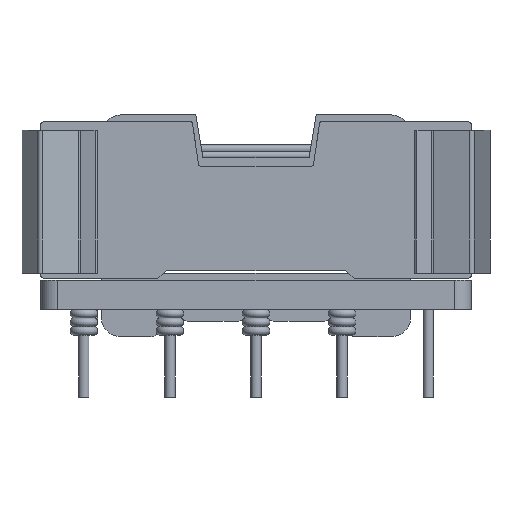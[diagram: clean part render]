
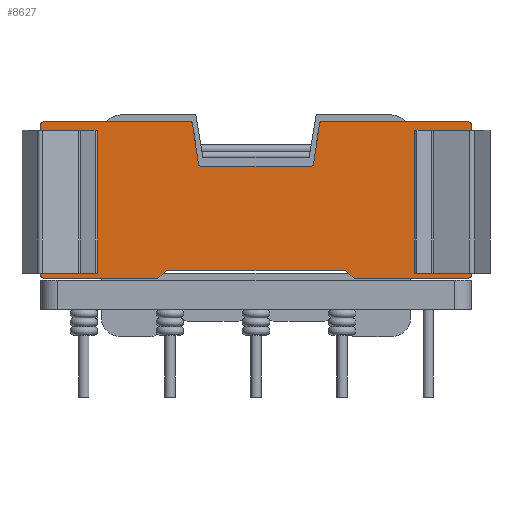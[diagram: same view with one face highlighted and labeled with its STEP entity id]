
A CAD part, front view. The second image highlights one B-rep face of the part: STEP entity #8627.
In plain terms, the highlighted planar face has unit normal (0, -1, 0).
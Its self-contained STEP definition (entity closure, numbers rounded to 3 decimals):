
#930=CIRCLE($,#9550,0.2);
#931=CIRCLE($,#9553,0.2);
#932=CIRCLE($,#9556,0.2);
#933=CIRCLE($,#9558,0.2);
#934=CIRCLE($,#9561,0.2);
#935=CIRCLE($,#9565,0.2);
#936=CIRCLE($,#9569,0.2);
#937=CIRCLE($,#9571,0.2);
#938=CIRCLE($,#9573,0.2);
#939=CIRCLE($,#9575,0.2);
#1378=ELLIPSE($,#9563,0.203,0.2);
#1379=ELLIPSE($,#9567,0.203,0.2);
#1527=FACE_OUTER_BOUND($,#2169,.T.);
#2169=EDGE_LOOP($,(#6854,#6855,#6856,#6857,#6858,#6859,#6860,#6861,#6862,
#6863,#6864,#6865,#6866,#6867,#6868,#6869,#6870,#6871,#6872,#6873,#6874,
#6875,#6876,#6877));
#3182=LINE($,#14037,#3740);
#3186=LINE($,#14046,#3744);
#3190=LINE($,#14055,#3748);
#3196=LINE($,#14068,#3754);
#3198=LINE($,#14073,#3756);
#3203=LINE($,#14086,#3761);
#3209=LINE($,#14099,#3767);
#3213=LINE($,#14108,#3771);
#3216=LINE($,#14117,#3774);
#3220=LINE($,#14126,#3778);
#3224=LINE($,#14135,#3782);
#3259=LINE($,#14219,#3817);
#3740=VECTOR($,#11093,0.519);
#3744=VECTOR($,#11099,0.519);
#3748=VECTOR($,#11105,6.523);
#3754=VECTOR($,#11113,8.7);
#3756=VECTOR($,#11117,8.534);
#3761=VECTOR($,#11126,2.313);
#3767=VECTOR($,#11134,6.302);
#3771=VECTOR($,#11140,2.313);
#3774=VECTOR($,#11147,8.534);
#3778=VECTOR($,#11153,8.7);
#3782=VECTOR($,#11159,6.523);
#3817=VECTOR($,#11232,10.247);
#4290=VERTEX_POINT($,#14034);
#4291=VERTEX_POINT($,#14036);
#4294=VERTEX_POINT($,#14043);
#4295=VERTEX_POINT($,#14045);
#4298=VERTEX_POINT($,#14052);
#4299=VERTEX_POINT($,#14054);
#4304=VERTEX_POINT($,#14065);
#4305=VERTEX_POINT($,#14067);
#4306=VERTEX_POINT($,#14071);
#4307=VERTEX_POINT($,#14072);
#4312=VERTEX_POINT($,#14084);
#4313=VERTEX_POINT($,#14085);
#4318=VERTEX_POINT($,#14096);
#4319=VERTEX_POINT($,#14098);
#4322=VERTEX_POINT($,#14105);
#4323=VERTEX_POINT($,#14107);
#4326=VERTEX_POINT($,#14114);
#4327=VERTEX_POINT($,#14116);
#4330=VERTEX_POINT($,#14124);
#4331=VERTEX_POINT($,#14125);
#4334=VERTEX_POINT($,#14133);
#4335=VERTEX_POINT($,#14134);
#4364=VERTEX_POINT($,#14216);
#4365=VERTEX_POINT($,#14218);
#5228=EDGE_CURVE($,#4291,#4290,#3182,.T.);
#5232=EDGE_CURVE($,#4294,#4295,#3186,.T.);
#5236=EDGE_CURVE($,#4299,#4298,#3190,.T.);
#5242=EDGE_CURVE($,#4304,#4305,#3196,.T.);
#5244=EDGE_CURVE($,#4306,#4307,#3198,.T.);
#5250=EDGE_CURVE($,#4312,#4313,#3203,.T.);
#5256=EDGE_CURVE($,#4318,#4319,#3209,.T.);
#5260=EDGE_CURVE($,#4323,#4322,#3213,.T.);
#5264=EDGE_CURVE($,#4326,#4327,#3216,.T.);
#5268=EDGE_CURVE($,#4330,#4331,#3220,.T.);
#5272=EDGE_CURVE($,#4334,#4335,#3224,.T.);
#5317=EDGE_CURVE($,#4365,#4364,#3259,.T.);
#5340=EDGE_CURVE($,#4306,#4305,#930,.T.);
#5341=EDGE_CURVE($,#4304,#4299,#931,.T.);
#5342=EDGE_CURVE($,#4335,#4330,#932,.T.);
#5343=EDGE_CURVE($,#4331,#4327,#933,.T.);
#5344=EDGE_CURVE($,#4318,#4313,#934,.T.);
#5345=EDGE_CURVE($,#4312,#4307,#1378,.T.);
#5346=EDGE_CURVE($,#4322,#4319,#935,.T.);
#5347=EDGE_CURVE($,#4326,#4323,#1379,.T.);
#5348=EDGE_CURVE($,#4294,#4365,#936,.T.);
#5349=EDGE_CURVE($,#4298,#4295,#937,.T.);
#5350=EDGE_CURVE($,#4290,#4334,#938,.T.);
#5351=EDGE_CURVE($,#4364,#4291,#939,.T.);
#6854=ORIENTED_EDGE($,*,*,#5228,.T.);
#6855=ORIENTED_EDGE($,*,*,#5350,.T.);
#6856=ORIENTED_EDGE($,*,*,#5272,.T.);
#6857=ORIENTED_EDGE($,*,*,#5342,.T.);
#6858=ORIENTED_EDGE($,*,*,#5268,.T.);
#6859=ORIENTED_EDGE($,*,*,#5343,.T.);
#6860=ORIENTED_EDGE($,*,*,#5264,.F.);
#6861=ORIENTED_EDGE($,*,*,#5347,.T.);
#6862=ORIENTED_EDGE($,*,*,#5260,.T.);
#6863=ORIENTED_EDGE($,*,*,#5346,.T.);
#6864=ORIENTED_EDGE($,*,*,#5256,.F.);
#6865=ORIENTED_EDGE($,*,*,#5344,.T.);
#6866=ORIENTED_EDGE($,*,*,#5250,.F.);
#6867=ORIENTED_EDGE($,*,*,#5345,.T.);
#6868=ORIENTED_EDGE($,*,*,#5244,.F.);
#6869=ORIENTED_EDGE($,*,*,#5340,.T.);
#6870=ORIENTED_EDGE($,*,*,#5242,.F.);
#6871=ORIENTED_EDGE($,*,*,#5341,.T.);
#6872=ORIENTED_EDGE($,*,*,#5236,.T.);
#6873=ORIENTED_EDGE($,*,*,#5349,.T.);
#6874=ORIENTED_EDGE($,*,*,#5232,.F.);
#6875=ORIENTED_EDGE($,*,*,#5348,.T.);
#6876=ORIENTED_EDGE($,*,*,#5317,.T.);
#6877=ORIENTED_EDGE($,*,*,#5351,.T.);
#8337=PLANE($,#9576);
#8627=ADVANCED_FACE($,(#1527),#8337,.F.);
#9550=AXIS2_PLACEMENT_3D($,#14257,#11283,#11284);
#9553=AXIS2_PLACEMENT_3D($,#14260,#11289,#11290);
#9556=AXIS2_PLACEMENT_3D($,#14263,#11295,#11296);
#9558=AXIS2_PLACEMENT_3D($,#14265,#11299,#11300);
#9561=AXIS2_PLACEMENT_3D($,#14268,#11305,#11306);
#9563=AXIS2_PLACEMENT_3D($,#14270,#11309,#11310);
#9565=AXIS2_PLACEMENT_3D($,#14272,#11313,#11314);
#9567=AXIS2_PLACEMENT_3D($,#14274,#11317,#11318);
#9569=AXIS2_PLACEMENT_3D($,#14276,#11321,#11322);
#9571=AXIS2_PLACEMENT_3D($,#14278,#11325,#11326);
#9573=AXIS2_PLACEMENT_3D($,#14280,#11329,#11330);
#9575=AXIS2_PLACEMENT_3D($,#14282,#11333,#11334);
#9576=AXIS2_PLACEMENT_3D($,#14283,#11335,#11336);
#11093=DIRECTION($,(0.743,0.,-0.669));
#11099=DIRECTION($,(-0.743,0.,-0.669));
#11105=DIRECTION($,(1.,0.,0.));
#11113=DIRECTION($,(0.,0.,1.));
#11117=DIRECTION($,(1.,0.,0.));
#11126=DIRECTION($,(0.143,0.,-0.99));
#11134=DIRECTION($,(1.,0.,0.));
#11140=DIRECTION($,(-0.143,0.,-0.99));
#11147=DIRECTION($,(1.,0.,0.));
#11153=DIRECTION($,(0.,0.,1.));
#11159=DIRECTION($,(1.,0.,0.));
#11232=DIRECTION($,(1.,0.,0.));
#11283=DIRECTION('center_axis',(0.,-1.,0.));
#11284=DIRECTION('ref_axis',(1.,0.,0.));
#11289=DIRECTION('center_axis',(0.,-1.,0.));
#11290=DIRECTION('ref_axis',(1.,0.,0.));
#11295=DIRECTION('center_axis',(0.,-1.,0.));
#11296=DIRECTION('ref_axis',(1.,0.,0.));
#11299=DIRECTION('center_axis',(0.,-1.,0.));
#11300=DIRECTION('ref_axis',(1.,0.,0.));
#11305=DIRECTION('center_axis',(0.,1.,0.));
#11306=DIRECTION('ref_axis',(1.,0.,0.));
#11309=DIRECTION('center_axis',(0.,-1.,0.));
#11310=DIRECTION('ref_axis',(0.143,0.,-0.99));
#11313=DIRECTION('center_axis',(0.,1.,0.));
#11314=DIRECTION('ref_axis',(1.,0.,0.));
#11317=DIRECTION('center_axis',(0.,-1.,0.));
#11318=DIRECTION('ref_axis',(-0.143,0.,-0.99));
#11321=DIRECTION('center_axis',(0.,1.,0.));
#11322=DIRECTION('ref_axis',(1.,0.,0.));
#11325=DIRECTION('center_axis',(0.,-1.,0.));
#11326=DIRECTION('ref_axis',(1.,0.,0.));
#11329=DIRECTION('center_axis',(0.,-1.,0.));
#11330=DIRECTION('ref_axis',(1.,0.,0.));
#11333=DIRECTION('center_axis',(0.,1.,0.));
#11334=DIRECTION('ref_axis',(1.,0.,0.));
#11335=DIRECTION('center_axis',(0.,1.,0.));
#11336=DIRECTION('ref_axis',(1.,0.,0.));
#14034=CARTESIAN_POINT('',(5.643,-12.4,3.451));
#14036=CARTESIAN_POINT('',(5.257,-12.4,3.799));
#14037=CARTESIAN_POINT($,(11.354,-12.4,-1.689));
#14043=CARTESIAN_POINT('',(-5.257,-12.4,3.799));
#14045=CARTESIAN_POINT('',(-5.643,-12.4,3.451));
#14046=CARTESIAN_POINT($,(-11.354,-12.4,-1.689));
#14052=CARTESIAN_POINT('',(-5.777,-12.4,3.4));
#14054=CARTESIAN_POINT('',(-12.3,-12.4,3.4));
#14055=CARTESIAN_POINT($,(0.,-12.4,3.4));
#14065=CARTESIAN_POINT('',(-12.5,-12.4,3.6));
#14067=CARTESIAN_POINT('',(-12.5,-12.4,12.3));
#14068=CARTESIAN_POINT($,(-12.5,-12.4,-14.305));
#14071=CARTESIAN_POINT('',(-12.3,-12.4,12.5));
#14072=CARTESIAN_POINT('',(-3.766,-12.4,12.5));
#14073=CARTESIAN_POINT($,(0.,-12.4,12.5));
#14084=CARTESIAN_POINT('',(-3.68,-12.4,12.361));
#14085=CARTESIAN_POINT('',(-3.349,-12.4,10.071));
#14086=CARTESIAN_POINT($,(0.169,-12.4,-14.28));
#14096=CARTESIAN_POINT('',(-3.151,-12.4,9.9));
#14098=CARTESIAN_POINT('',(3.151,-12.4,9.9));
#14099=CARTESIAN_POINT($,(0.,-12.4,9.9));
#14105=CARTESIAN_POINT('',(3.349,-12.4,10.071));
#14107=CARTESIAN_POINT('',(3.68,-12.4,12.361));
#14108=CARTESIAN_POINT($,(-0.169,-12.4,-14.28));
#14114=CARTESIAN_POINT('',(3.766,-12.4,12.5));
#14116=CARTESIAN_POINT('',(12.3,-12.4,12.5));
#14117=CARTESIAN_POINT($,(0.,-12.4,12.5));
#14124=CARTESIAN_POINT('',(12.5,-12.4,3.6));
#14125=CARTESIAN_POINT('',(12.5,-12.4,12.3));
#14126=CARTESIAN_POINT($,(12.5,-12.4,-14.305));
#14133=CARTESIAN_POINT('',(5.777,-12.4,3.4));
#14134=CARTESIAN_POINT('',(12.3,-12.4,3.4));
#14135=CARTESIAN_POINT($,(0.,-12.4,3.4));
#14216=CARTESIAN_POINT('',(5.123,-12.4,3.85));
#14218=CARTESIAN_POINT('',(-5.123,-12.4,3.85));
#14219=CARTESIAN_POINT($,(0.,-12.4,3.85));
#14257=CARTESIAN_POINT('Origin',(-12.3,-12.4,12.3));
#14260=CARTESIAN_POINT('Origin',(-12.3,-12.4,3.6));
#14263=CARTESIAN_POINT('Origin',(12.3,-12.4,3.6));
#14265=CARTESIAN_POINT('Origin',(12.3,-12.4,12.3));
#14268=CARTESIAN_POINT('Origin',(-3.151,-12.4,10.1));
#14270=CARTESIAN_POINT('Origin',(-3.878,-12.4,12.332));
#14272=CARTESIAN_POINT('Origin',(3.151,-12.4,10.1));
#14274=CARTESIAN_POINT('Origin',(3.878,-12.4,12.332));
#14276=CARTESIAN_POINT('Origin',(-5.123,-12.4,3.65));
#14278=CARTESIAN_POINT('Origin',(-5.777,-12.4,3.6));
#14280=CARTESIAN_POINT('Origin',(5.777,-12.4,3.6));
#14282=CARTESIAN_POINT('Origin',(5.123,-12.4,3.65));
#14283=CARTESIAN_POINT('Origin',(0.871,-12.4,6.079));
